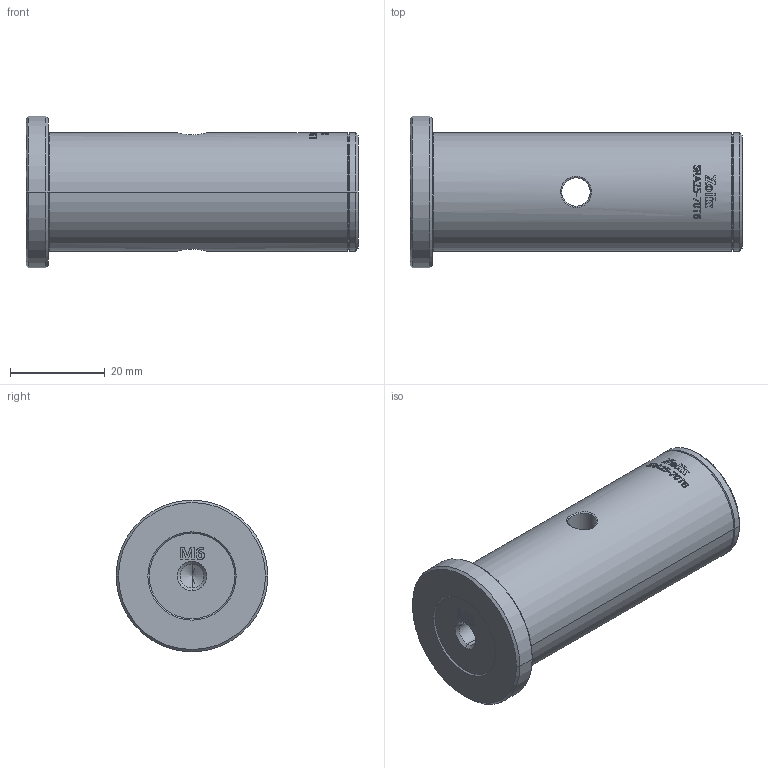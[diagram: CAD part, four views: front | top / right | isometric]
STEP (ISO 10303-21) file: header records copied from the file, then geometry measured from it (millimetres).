
FILE_DESCRIPTION (( 'STEP AP203' ), '1' );
FILE_NAME ('SRA25-70T6.STEP', '2025-07-08T06:06:37', ( '' ), ( '' ), 'SwSTEP 2.0', 'SolidWorks 2020', '' );
FILE_SCHEMA (( 'CONFIG_CONTROL_DESIGN' ));
Length unit declared in the file: millimetre
Products named in the file (1): SRA25-70T6
Bounding box: 70 x 32 x 32 mm (x, y, z)
Volume: 34457.1 mm3; surface area: 7978.3 mm2
Topology: 1 solids, 1 shells, 452 faces, 1217 edges, 796 vertices
Faces by surface type: bspline 297, plane 83, cylinder 40, cone 30, torus 2
Entity records: 28346 total; most frequent: CARTESIAN_POINT 19489, ORIENTED_EDGE 2418, EDGE_CURVE 1209, B_SPLINE_CURVE_WITH_KNOTS 875, VERTEX_POINT 796, DIRECTION 768, EDGE_LOOP 491, ADVANCED_FACE 452
